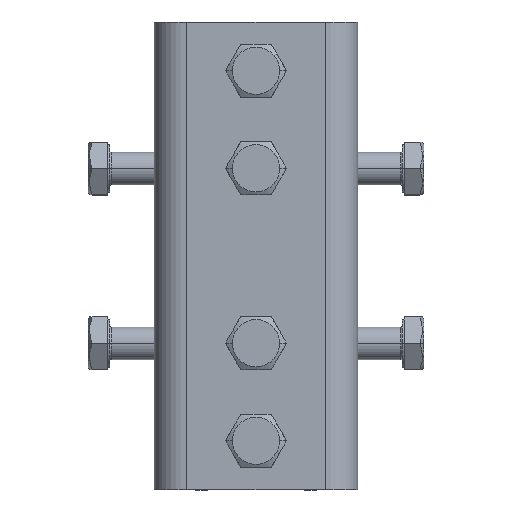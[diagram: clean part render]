
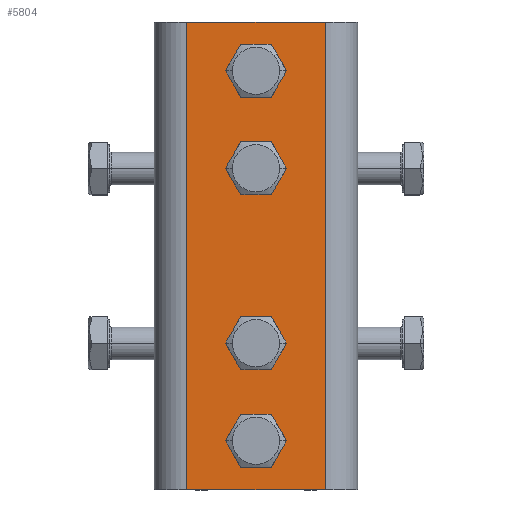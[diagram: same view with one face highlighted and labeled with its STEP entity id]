
A CAD part, top view. The second image highlights one B-rep face of the part: STEP entity #5804.
In plain terms, the highlighted planar face has unit normal (0, 0, 1).
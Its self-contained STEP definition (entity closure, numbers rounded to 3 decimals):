
#23 = EDGE_CURVE ( 'NONE', #7785, #2534, #5293, .T. ) ;
#461 = CARTESIAN_POINT ( 'NONE',  ( 17., 57.5, 41. ) ) ;
#486 = VERTEX_POINT ( 'NONE', #3546 ) ;
#784 = VERTEX_POINT ( 'NONE', #8089 ) ;
#789 = CARTESIAN_POINT ( 'NONE',  ( 3.2, -45.5, 41. ) ) ;
#859 = DIRECTION ( 'NONE',  ( -1., 0., 0. ) ) ;
#1066 = VERTEX_POINT ( 'NONE', #789 ) ;
#1177 = ORIENTED_EDGE ( 'NONE', *, *, #7522, .T. ) ;
#1221 = ORIENTED_EDGE ( 'NONE', *, *, #6205, .T. ) ;
#1249 = VERTEX_POINT ( 'NONE', #4212 ) ;
#1418 = CIRCLE ( 'NONE', #4037, 3.2 ) ;
#1449 = ORIENTED_EDGE ( 'NONE', *, *, #3346, .T. ) ;
#1486 = AXIS2_PLACEMENT_3D ( 'NONE', #3031, #3143, #2334 ) ;
#1487 = DIRECTION ( 'NONE',  ( -1., 0., 0. ) ) ;
#1512 = DIRECTION ( 'NONE',  ( 0., 0., -1. ) ) ;
#1759 = CARTESIAN_POINT ( 'NONE',  ( 0., 21.5, 41. ) ) ;
#1981 = ORIENTED_EDGE ( 'NONE', *, *, #23, .F. ) ;
#2068 = CARTESIAN_POINT ( 'NONE',  ( 0., 45.5, 41. ) ) ;
#2157 = CARTESIAN_POINT ( 'NONE',  ( -3.2, 21.5, 41. ) ) ;
#2242 = CARTESIAN_POINT ( 'NONE',  ( 17., 57.5, 41. ) ) ;
#2294 = LINE ( 'NONE', #2242, #6981 ) ;
#2313 = LINE ( 'NONE', #5631, #10715 ) ;
#2334 = DIRECTION ( 'NONE',  ( 1., 0., 0. ) ) ;
#2475 = EDGE_CURVE ( 'NONE', #7785, #9971, #2294, .T. ) ;
#2495 = DIRECTION ( 'NONE',  ( 0., 0., -1. ) ) ;
#2534 = VERTEX_POINT ( 'NONE', #8811 ) ;
#2575 = CARTESIAN_POINT ( 'NONE',  ( 0., -57.5, 41. ) ) ;
#2645 = LINE ( 'NONE', #5089, #8582 ) ;
#2863 = VERTEX_POINT ( 'NONE', #2157 ) ;
#2894 = VERTEX_POINT ( 'NONE', #3847 ) ;
#2907 = AXIS2_PLACEMENT_3D ( 'NONE', #7345, #1512, #8094 ) ;
#3031 = CARTESIAN_POINT ( 'NONE',  ( 17., 57.5, 41. ) ) ;
#3143 = DIRECTION ( 'NONE',  ( 0., 0., 1. ) ) ;
#3337 = EDGE_CURVE ( 'NONE', #9313, #1249, #8366, .T. ) ;
#3346 = EDGE_CURVE ( 'NONE', #1249, #9313, #1418, .T. ) ;
#3546 = CARTESIAN_POINT ( 'NONE',  ( -17., 57.5, 41. ) ) ;
#3629 = ORIENTED_EDGE ( 'NONE', *, *, #7715, .T. ) ;
#3649 = FACE_OUTER_BOUND ( 'NONE', #9894, .T. ) ;
#3669 = EDGE_CURVE ( 'NONE', #2863, #9914, #6636, .T. ) ;
#3847 = CARTESIAN_POINT ( 'NONE',  ( -3.2, -45.5, 41. ) ) ;
#3953 = AXIS2_PLACEMENT_3D ( 'NONE', #4852, #2495, #6633 ) ;
#3963 = CIRCLE ( 'NONE', #10037, 3.2 ) ;
#4037 = AXIS2_PLACEMENT_3D ( 'NONE', #9573, #4451, #7772 ) ;
#4212 = CARTESIAN_POINT ( 'NONE',  ( 3.2, 45.5, 41. ) ) ;
#4256 = CARTESIAN_POINT ( 'NONE',  ( 0., -45.5, 41. ) ) ;
#4451 = DIRECTION ( 'NONE',  ( 0., 0., -1. ) ) ;
#4464 = CIRCLE ( 'NONE', #3953, 3.2 ) ;
#4852 = CARTESIAN_POINT ( 'NONE',  ( 0., -21.5, 41. ) ) ;
#4859 = ORIENTED_EDGE ( 'NONE', *, *, #3337, .T. ) ;
#4882 = EDGE_CURVE ( 'NONE', #2534, #486, #2645, .T. ) ;
#5073 = DIRECTION ( 'NONE',  ( 0., 0., -1. ) ) ;
#5086 = ORIENTED_EDGE ( 'NONE', *, *, #8129, .T. ) ;
#5089 = CARTESIAN_POINT ( 'NONE',  ( -17., 57.5, 41. ) ) ;
#5133 = CARTESIAN_POINT ( 'NONE',  ( -3.2, 45.5, 41. ) ) ;
#5293 = LINE ( 'NONE', #2575, #10237 ) ;
#5352 = ORIENTED_EDGE ( 'NONE', *, *, #4882, .F. ) ;
#5383 = DIRECTION ( 'NONE',  ( 0., 0., -1. ) ) ;
#5483 = DIRECTION ( 'NONE',  ( -1., 0., 0. ) ) ;
#5631 = CARTESIAN_POINT ( 'NONE',  ( 0., 57.5, 41. ) ) ;
#5737 = AXIS2_PLACEMENT_3D ( 'NONE', #9366, #9418, #8374 ) ;
#5804 = ADVANCED_FACE ( 'NONE', ( #3649, #6193, #9524, #6841, #6964 ), #10275, .T. ) ;
#5911 = ORIENTED_EDGE ( 'NONE', *, *, #6741, .T. ) ;
#5937 = ORIENTED_EDGE ( 'NONE', *, *, #3669, .T. ) ;
#5941 = DIRECTION ( 'NONE',  ( -1., 0., 0. ) ) ;
#6038 = CARTESIAN_POINT ( 'NONE',  ( 3.2, 21.5, 41. ) ) ;
#6193 = FACE_BOUND ( 'NONE', #9422, .T. ) ;
#6205 = EDGE_CURVE ( 'NONE', #7435, #784, #4464, .T. ) ;
#6356 = ORIENTED_EDGE ( 'NONE', *, *, #6584, .T. ) ;
#6394 = AXIS2_PLACEMENT_3D ( 'NONE', #4256, #9937, #7525 ) ;
#6584 = EDGE_CURVE ( 'NONE', #784, #7435, #3963, .T. ) ;
#6605 = CARTESIAN_POINT ( 'NONE',  ( 17., -57.5, 41. ) ) ;
#6608 = CIRCLE ( 'NONE', #5737, 3.2 ) ;
#6633 = DIRECTION ( 'NONE',  ( -1., 0., 0. ) ) ;
#6636 = CIRCLE ( 'NONE', #8025, 3.2 ) ;
#6741 = EDGE_CURVE ( 'NONE', #1066, #2894, #9519, .T. ) ;
#6776 = EDGE_LOOP ( 'NONE', ( #1221, #6356 ) ) ;
#6841 = FACE_BOUND ( 'NONE', #6776, .T. ) ;
#6964 = FACE_BOUND ( 'NONE', #10172, .T. ) ;
#6981 = VECTOR ( 'NONE', #10646, 1000. ) ;
#7345 = CARTESIAN_POINT ( 'NONE',  ( 0., 21.5, 41. ) ) ;
#7435 = VERTEX_POINT ( 'NONE', #7879 ) ;
#7511 = ORIENTED_EDGE ( 'NONE', *, *, #2475, .T. ) ;
#7522 = EDGE_CURVE ( 'NONE', #9914, #2863, #10202, .T. ) ;
#7525 = DIRECTION ( 'NONE',  ( -1., 0., 0. ) ) ;
#7541 = DIRECTION ( 'NONE',  ( 0., 1., 0. ) ) ;
#7715 = EDGE_CURVE ( 'NONE', #9971, #486, #2313, .T. ) ;
#7772 = DIRECTION ( 'NONE',  ( -1., 0., 0. ) ) ;
#7785 = VERTEX_POINT ( 'NONE', #6605 ) ;
#7843 = AXIS2_PLACEMENT_3D ( 'NONE', #2068, #5383, #5483 ) ;
#7879 = CARTESIAN_POINT ( 'NONE',  ( -3.2, -21.5, 41. ) ) ;
#8025 = AXIS2_PLACEMENT_3D ( 'NONE', #1759, #5073, #8390 ) ;
#8089 = CARTESIAN_POINT ( 'NONE',  ( 3.2, -21.5, 41. ) ) ;
#8094 = DIRECTION ( 'NONE',  ( -1., 0., 0. ) ) ;
#8129 = EDGE_CURVE ( 'NONE', #2894, #1066, #6608, .T. ) ;
#8305 = CARTESIAN_POINT ( 'NONE',  ( 0., -21.5, 41. ) ) ;
#8366 = CIRCLE ( 'NONE', #7843, 3.2 ) ;
#8374 = DIRECTION ( 'NONE',  ( -1., 0., 0. ) ) ;
#8390 = DIRECTION ( 'NONE',  ( -1., 0., 0. ) ) ;
#8462 = DIRECTION ( 'NONE',  ( 0., 0., -1. ) ) ;
#8582 = VECTOR ( 'NONE', #7541, 1000. ) ;
#8811 = CARTESIAN_POINT ( 'NONE',  ( -17., -57.5, 41. ) ) ;
#9116 = EDGE_LOOP ( 'NONE', ( #5937, #1177 ) ) ;
#9313 = VERTEX_POINT ( 'NONE', #5133 ) ;
#9366 = CARTESIAN_POINT ( 'NONE',  ( 0., -45.5, 41. ) ) ;
#9418 = DIRECTION ( 'NONE',  ( 0., 0., -1. ) ) ;
#9422 = EDGE_LOOP ( 'NONE', ( #4859, #1449 ) ) ;
#9519 = CIRCLE ( 'NONE', #6394, 3.2 ) ;
#9524 = FACE_BOUND ( 'NONE', #9116, .T. ) ;
#9573 = CARTESIAN_POINT ( 'NONE',  ( 0., 45.5, 41. ) ) ;
#9894 = EDGE_LOOP ( 'NONE', ( #3629, #5352, #1981, #7511 ) ) ;
#9914 = VERTEX_POINT ( 'NONE', #6038 ) ;
#9937 = DIRECTION ( 'NONE',  ( 0., 0., -1. ) ) ;
#9971 = VERTEX_POINT ( 'NONE', #461 ) ;
#10037 = AXIS2_PLACEMENT_3D ( 'NONE', #8305, #8462, #859 ) ;
#10172 = EDGE_LOOP ( 'NONE', ( #5086, #5911 ) ) ;
#10202 = CIRCLE ( 'NONE', #2907, 3.2 ) ;
#10237 = VECTOR ( 'NONE', #5941, 1000. ) ;
#10275 = PLANE ( 'NONE',  #1486 ) ;
#10646 = DIRECTION ( 'NONE',  ( 0., 1., 0. ) ) ;
#10715 = VECTOR ( 'NONE', #1487, 1000. ) ;
